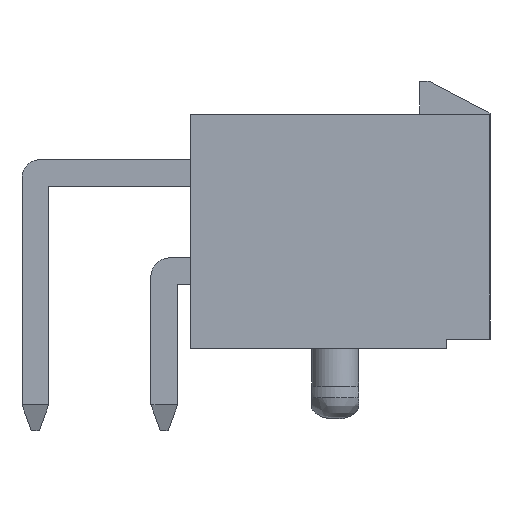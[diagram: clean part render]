
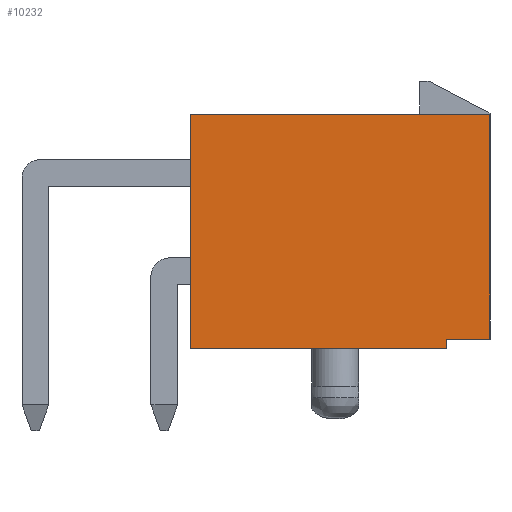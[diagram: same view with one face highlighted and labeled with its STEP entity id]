
A CAD part, left-side view. The second image highlights one B-rep face of the part: STEP entity #10232.
In plain terms, the highlighted planar face has unit normal (-1, 0, 0).
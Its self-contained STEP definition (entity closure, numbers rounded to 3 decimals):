
#1127=ORIENTED_EDGE('',*,*,#3578,.T.);
#1128=ORIENTED_EDGE('',*,*,#3938,.T.);
#1129=ORIENTED_EDGE('',*,*,#3447,.T.);
#1130=ORIENTED_EDGE('',*,*,#3940,.T.);
#1131=ORIENTED_EDGE('',*,*,#3941,.T.);
#1132=ORIENTED_EDGE('',*,*,#3385,.T.);
#3385=EDGE_CURVE('',#4805,#4804,#5718,.T.);
#3447=EDGE_CURVE('',#4860,#4861,#5778,.T.);
#3578=EDGE_CURVE('',#4804,#4970,#5908,.T.);
#3938=EDGE_CURVE('',#4970,#4860,#6267,.T.);
#3940=EDGE_CURVE('',#4861,#5313,#6269,.T.);
#3941=EDGE_CURVE('',#5313,#4805,#6270,.T.);
#4804=VERTEX_POINT('',#14838);
#4805=VERTEX_POINT('',#14840);
#4860=VERTEX_POINT('',#14962);
#4861=VERTEX_POINT('',#14963);
#4970=VERTEX_POINT('',#15203);
#5313=VERTEX_POINT('',#15953);
#5718=LINE('',#14839,#7117);
#5778=LINE('',#14961,#7177);
#5908=LINE('',#15204,#7307);
#6267=LINE('',#15948,#7666);
#6269=LINE('',#15952,#7668);
#6270=LINE('',#15954,#7669);
#7117=VECTOR('',#11551,1000.);
#7177=VECTOR('',#11625,1000.);
#7307=VECTOR('',#11759,1000.);
#7666=VECTOR('',#12204,1000.);
#7668=VECTOR('',#12210,1000.);
#7669=VECTOR('',#12211,1000.);
#8492=EDGE_LOOP('',(#1127,#1128,#1129,#1130,#1131,#1132));
#9157=FACE_BOUND('',#8492,.T.);
#9708=PLANE('',#10793);
#10232=ADVANCED_FACE('',(#9157),#9708,.T.);
#10793=AXIS2_PLACEMENT_3D('',#15951,#12208,#12209);
#11551=DIRECTION('',(0.,-1.,0.));
#11625=DIRECTION('',(0.,0.,-1.));
#11759=DIRECTION('',(0.,0.,1.));
#12204=DIRECTION('',(0.,1.,0.));
#12208=DIRECTION('',(-1.,0.,0.));
#12209=DIRECTION('',(0.,0.,1.));
#12210=DIRECTION('',(0.,-1.,0.));
#12211=DIRECTION('',(0.,0.,1.));
#14838=CARTESIAN_POINT('',(-25.8,-6.4,-4.8));
#14839=CARTESIAN_POINT('',(-25.8,6.4,-4.8));
#14840=CARTESIAN_POINT('',(-25.8,-4.55,-4.8));
#14961=CARTESIAN_POINT('',(-25.8,6.4,4.8));
#14962=CARTESIAN_POINT('',(-25.8,6.4,4.8));
#14963=CARTESIAN_POINT('',(-25.8,6.4,-5.2));
#15203=CARTESIAN_POINT('',(-25.8,-6.4,4.8));
#15204=CARTESIAN_POINT('',(-25.8,-6.4,-4.8));
#15948=CARTESIAN_POINT('',(-25.8,-6.4,4.8));
#15951=CARTESIAN_POINT('',(-25.8,0.,0.));
#15952=CARTESIAN_POINT('',(-25.8,6.4,-5.2));
#15953=CARTESIAN_POINT('',(-25.8,-4.55,-5.2));
#15954=CARTESIAN_POINT('',(-25.8,-4.55,-5.2));
